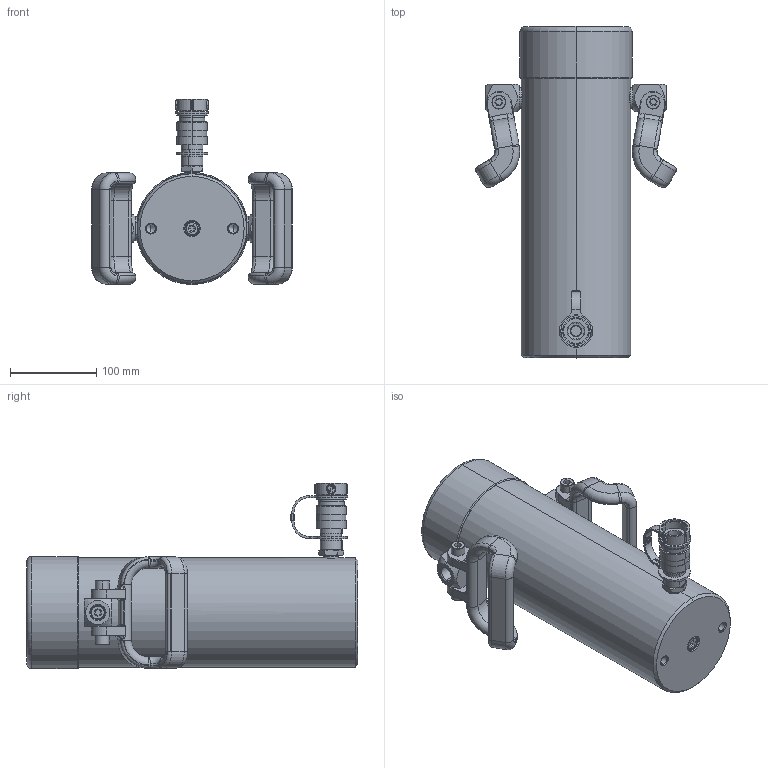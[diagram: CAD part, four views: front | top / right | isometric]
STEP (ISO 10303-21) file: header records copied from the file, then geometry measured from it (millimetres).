
FILE_DESCRIPTION (( 'STEP AP203' ), '1' );
FILE_NAME ('H5510.STEP', '2024-10-16T01:30:37', ( '' ), ( '' ), 'SwSTEP 2.0', 'SolidWorks 2018', '' );
FILE_SCHEMA (( 'CONFIG_CONTROL_DESIGN' ));
Length unit declared in the file: millimetre
Products named in the file (1): H5510
Bounding box: 232.91 x 385.01 x 214.77 mm (x, y, z)
Volume: 4123872.8 mm3; surface area: 657100.7 mm2
Topology: 25 solids, 25 shells, 1357 faces, 3116 edges, 1835 vertices
Faces by surface type: cylinder 470, plane 364, cone 228, torus 150, bspline 137, sphere 8
Entity records: 49356 total; most frequent: CARTESIAN_POINT 19414, DIRECTION 6340, ORIENTED_EDGE 6140, EDGE_CURVE 3070, AXIS2_PLACEMENT_3D 2520, VERTEX_POINT 1835, EDGE_LOOP 1481, ADVANCED_FACE 1357
